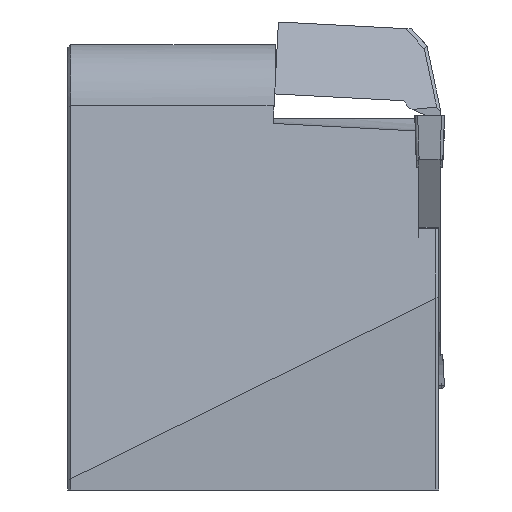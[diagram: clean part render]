
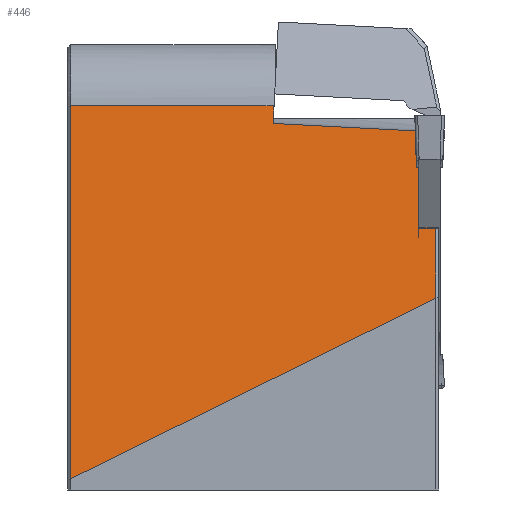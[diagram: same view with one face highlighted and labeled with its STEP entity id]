
A CAD part, left-side view. The second image highlights one B-rep face of the part: STEP entity #446.
In plain terms, the highlighted planar face has unit normal (-0.981, 0.086, 0.174).
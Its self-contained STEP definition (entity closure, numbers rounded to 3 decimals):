
#446=ADVANCED_FACE('',(#572),#518,.F.);
#518=PLANE('',#1791);
#572=FACE_OUTER_BOUND('',#645,.T.);
#645=EDGE_LOOP('',(#808,#809,#810,#811,#812,#813,#814,#815,#816,#817));
#711=ELLIPSE('',#1790,2.33,0.2);
#808=ORIENTED_EDGE('',*,*,#1325,.T.);
#809=ORIENTED_EDGE('',*,*,#1326,.T.);
#810=ORIENTED_EDGE('',*,*,#1322,.F.);
#811=ORIENTED_EDGE('',*,*,#1286,.F.);
#812=ORIENTED_EDGE('',*,*,#1327,.F.);
#813=ORIENTED_EDGE('',*,*,#1328,.T.);
#814=ORIENTED_EDGE('',*,*,#1329,.T.);
#815=ORIENTED_EDGE('',*,*,#1330,.T.);
#816=ORIENTED_EDGE('',*,*,#1331,.T.);
#817=ORIENTED_EDGE('',*,*,#1332,.T.);
#1151=VERTEX_POINT('',#2297);
#1152=VERTEX_POINT('',#2299);
#1178=VERTEX_POINT('',#2374);
#1180=VERTEX_POINT('',#2381);
#1181=VERTEX_POINT('',#2382);
#1182=VERTEX_POINT('',#2385);
#1183=VERTEX_POINT('',#2387);
#1184=VERTEX_POINT('',#2389);
#1185=VERTEX_POINT('',#2391);
#1186=VERTEX_POINT('',#2393);
#1286=EDGE_CURVE('',#1151,#1152,#1487,.T.);
#1322=EDGE_CURVE('',#1152,#1178,#1518,.T.);
#1325=EDGE_CURVE('',#1180,#1181,#711,.T.);
#1326=EDGE_CURVE('',#1181,#1178,#1521,.T.);
#1327=EDGE_CURVE('',#1182,#1151,#1522,.T.);
#1328=EDGE_CURVE('',#1182,#1183,#1523,.T.);
#1329=EDGE_CURVE('',#1183,#1184,#1524,.T.);
#1330=EDGE_CURVE('',#1184,#1185,#1525,.T.);
#1331=EDGE_CURVE('',#1185,#1186,#1526,.T.);
#1332=EDGE_CURVE('',#1186,#1180,#1527,.T.);
#1487=LINE('',#2298,#1633);
#1518=LINE('',#2373,#1664);
#1521=LINE('',#2383,#1667);
#1522=LINE('',#2384,#1668);
#1523=LINE('',#2386,#1669);
#1524=LINE('',#2388,#1670);
#1525=LINE('',#2390,#1671);
#1526=LINE('',#2392,#1672);
#1527=LINE('',#2394,#1673);
#1633=VECTOR('',#1907,1.);
#1664=VECTOR('',#1962,1.);
#1667=VECTOR('',#1971,1.);
#1668=VECTOR('',#1972,1.);
#1669=VECTOR('',#1973,1.);
#1670=VECTOR('',#1974,1.);
#1671=VECTOR('',#1975,1.);
#1672=VECTOR('',#1976,1.);
#1673=VECTOR('',#1977,1.);
#1790=AXIS2_PLACEMENT_3D('',#2380,#1969,#1970);
#1791=AXIS2_PLACEMENT_3D('',#2395,#1978,#1979);
#1907=DIRECTION('',(-0.17,0.052,-0.984));
#1962=DIRECTION('',(-0.096,-0.994,-0.052));
#1969=DIRECTION('',(-0.981,0.086,0.174));
#1970=DIRECTION('',(-0.085,-0.996,0.015));
#1971=DIRECTION('',(0.174,0.,0.985));
#1972=DIRECTION('',(-0.087,-0.996,0.));
#1973=DIRECTION('',(-0.174,0.,-0.985));
#1974=DIRECTION('',(-0.187,-0.187,-0.964));
#1975=DIRECTION('',(0.,-0.896,0.443));
#1976=DIRECTION('',(0.159,-0.159,0.975));
#1977=DIRECTION('',(0.174,0.,0.985));
#1978=DIRECTION('',(0.981,-0.086,-0.174));
#1979=DIRECTION('',(-0.174,0.,-0.985));
#2297=CARTESIAN_POINT('',(5.248,-13.903,0.868));
#2298=CARTESIAN_POINT('',(6.924,-14.412,10.592));
#2299=CARTESIAN_POINT('',(5.044,-13.841,-0.316));
#2373=CARTESIAN_POINT('',(3.858,-26.097,-0.959));
#2374=CARTESIAN_POINT('',(4.099,-23.6,-0.828));
#2380=CARTESIAN_POINT('',(2.895,-23.839,-7.514));
#2381=CARTESIAN_POINT('',(2.845,-24.801,-7.32));
#2382=CARTESIAN_POINT('',(2.95,-23.6,-7.322));
#2383=CARTESIAN_POINT('',(4.464,-23.6,1.231));
#2384=CARTESIAN_POINT('',(6.511,0.53,0.868));
#2385=CARTESIAN_POINT('',(6.447,-0.199,0.868));
#2386=CARTESIAN_POINT('',(6.447,-0.199,0.871));
#2387=CARTESIAN_POINT('',(2.001,-0.199,-24.25));
#2388=CARTESIAN_POINT('',(6.389,4.189,-1.625));
#2389=CARTESIAN_POINT('',(2.,-0.2,-24.254));
#2390=CARTESIAN_POINT('',(2.,-11.66,-18.59));
#2391=CARTESIAN_POINT('',(2.,-24.8,-12.095));
#2392=CARTESIAN_POINT('',(3.88,-26.68,-0.547));
#2393=CARTESIAN_POINT('',(2.001,-24.801,-12.09));
#2394=CARTESIAN_POINT('',(4.362,-24.801,1.249));
#2395=CARTESIAN_POINT('',(6.511,0.53,0.868));
